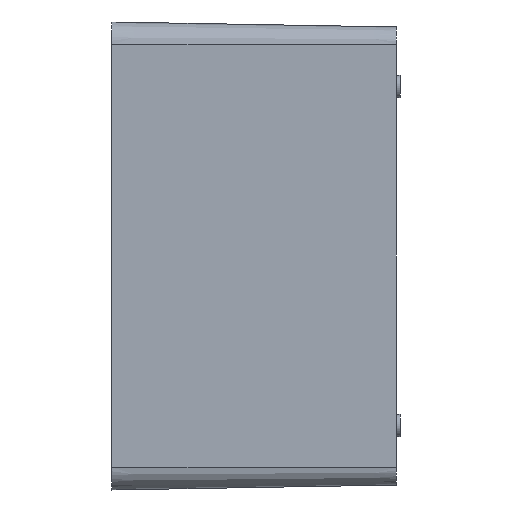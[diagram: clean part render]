
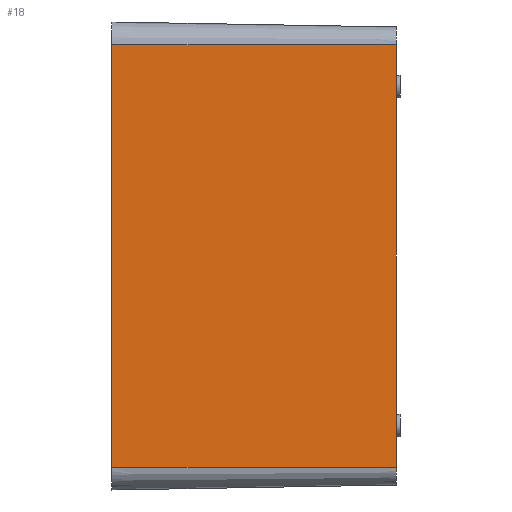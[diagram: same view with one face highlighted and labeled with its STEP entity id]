
A CAD part, left-side view. The second image highlights one B-rep face of the part: STEP entity #18.
In plain terms, the highlighted planar face has unit normal (-1, -0.018, 0).
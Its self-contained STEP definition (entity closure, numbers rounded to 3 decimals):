
#2 = VERTEX_POINT ( 'NONE', #3284 ) ;
#6 = EDGE_CURVE ( 'NONE', #2, #10, #3283, .T. ) ;
#9 = ORIENTED_EDGE ( 'NONE', *, *, #48, .T. ) ;
#10 = VERTEX_POINT ( 'NONE', #3274 ) ;
#12 = ORIENTED_EDGE ( 'NONE', *, *, #6, .F. ) ;
#18 = ADVANCED_FACE ( 'NONE', ( #3269 ), #3268, .T. ) ;
#48 = EDGE_CURVE ( 'NONE', #370, #10, #3350, .T. ) ;
#56 = EDGE_LOOP ( 'NONE', ( #12, #416, #418, #9 ) ) ;
#370 = VERTEX_POINT ( 'NONE', #3814 ) ;
#384 = EDGE_CURVE ( 'NONE', #385, #370, #3857, .T. ) ;
#385 = VERTEX_POINT ( 'NONE', #3853 ) ;
#416 = ORIENTED_EDGE ( 'NONE', *, *, #417, .F. ) ;
#417 = EDGE_CURVE ( 'NONE', #385, #2, #3917, .T. ) ;
#418 = ORIENTED_EDGE ( 'NONE', *, *, #384, .T. ) ;
#3264 = DIRECTION ( 'NONE',  ( 0.017, -1., 0. ) ) ;
#3265 = DIRECTION ( 'NONE',  ( -1., -0.017, 0. ) ) ;
#3266 = CARTESIAN_POINT ( 'NONE',  ( -122.1, 0., 56.1 ) ) ;
#3267 = AXIS2_PLACEMENT_3D ( 'NONE', #3266, #3265, #3264 ) ;
#3268 = PLANE ( 'NONE',  #3267 ) ;
#3269 = FACE_OUTER_BOUND ( 'NONE', #56, .T. ) ;
#3274 = CARTESIAN_POINT ( 'NONE',  ( -122.1, 0., 56.1 ) ) ;
#3280 = DIRECTION ( 'NONE',  ( 0., 0., 1. ) ) ;
#3281 = VECTOR ( 'NONE', #3280, 1000. ) ;
#3282 = CARTESIAN_POINT ( 'NONE',  ( -122.1, 0., 56.1 ) ) ;
#3283 = LINE ( 'NONE', #3282, #3281 ) ;
#3284 = CARTESIAN_POINT ( 'NONE',  ( -122.1, 0., -56.1 ) ) ;
#3347 = DIRECTION ( 'NONE',  ( -0.017, 1., 0. ) ) ;
#3348 = VECTOR ( 'NONE', #3347, 1000. ) ;
#3349 = CARTESIAN_POINT ( 'NONE',  ( -122.1, 0., 56.1 ) ) ;
#3350 = LINE ( 'NONE', #3349, #3348 ) ;
#3814 = CARTESIAN_POINT ( 'NONE',  ( -120.782, -75.5, 56.1 ) ) ;
#3853 = CARTESIAN_POINT ( 'NONE',  ( -120.782, -75.5, -56.1 ) ) ;
#3854 = DIRECTION ( 'NONE',  ( 0., 0., 1. ) ) ;
#3855 = VECTOR ( 'NONE', #3854, 1000. ) ;
#3856 = CARTESIAN_POINT ( 'NONE',  ( -120.782, -75.5, -56.1 ) ) ;
#3857 = LINE ( 'NONE', #3856, #3855 ) ;
#3914 = DIRECTION ( 'NONE',  ( -0.017, 1., 0. ) ) ;
#3915 = VECTOR ( 'NONE', #3914, 1000. ) ;
#3916 = CARTESIAN_POINT ( 'NONE',  ( -122.1, 0., -56.1 ) ) ;
#3917 = LINE ( 'NONE', #3916, #3915 ) ;
